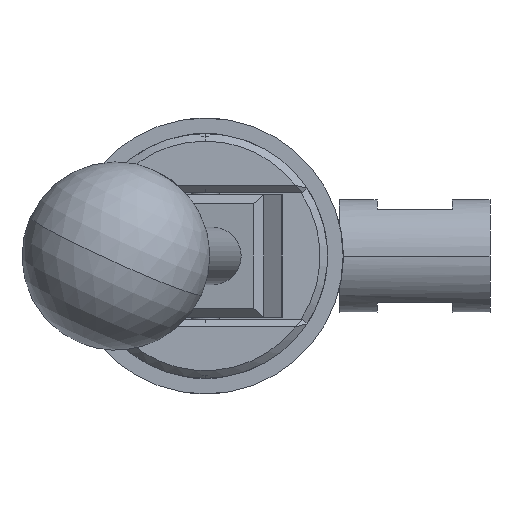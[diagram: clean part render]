
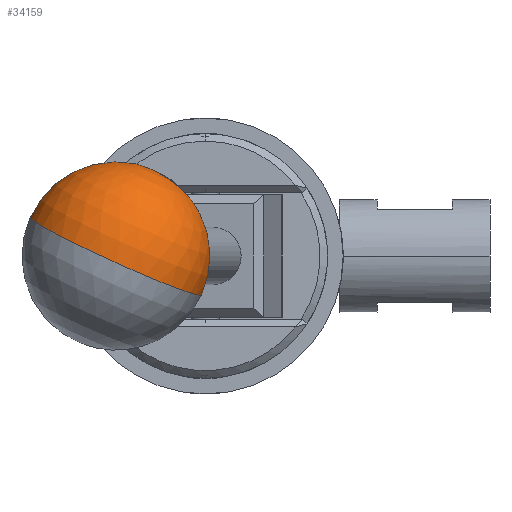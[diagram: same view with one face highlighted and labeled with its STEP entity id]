
A CAD part, front view. The second image highlights one B-rep face of the part: STEP entity #34159.
In plain terms, the highlighted spherical face has radius 15.875 mm.
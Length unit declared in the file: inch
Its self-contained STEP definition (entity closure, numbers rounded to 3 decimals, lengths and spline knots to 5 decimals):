
#1499 = DIRECTION ( 'NONE',  ( -0.412, 0.065, -0.909 ) ) ;
#1674 = DIRECTION ( 'NONE',  ( -0.911, 0., 0.413 ) ) ;
#3326 = CARTESIAN_POINT ( 'NONE',  ( -0.5033, -8.64653, 0. ) ) ;
#3522 = CARTESIAN_POINT ( 'NONE',  ( -0.72774, -8.61098, 0.10425 ) ) ;
#4127 = EDGE_CURVE ( 'NONE', #5049, #18832, #20061, .T. ) ;
#5049 = VERTEX_POINT ( 'NONE', #21531 ) ;
#5898 = EDGE_CURVE ( 'NONE', #18832, #10479, #25989, .T. ) ;
#5949 = CIRCLE ( 'NONE', #32514, 0.625 ) ;
#6996 = EDGE_CURVE ( 'NONE', #5049, #19954, #5949, .T. ) ;
#7204 = ORIENTED_EDGE ( 'NONE', *, *, #4127, .T. ) ;
#8033 = CARTESIAN_POINT ( 'NONE',  ( -0.5033, -8.64653, 0. ) ) ;
#9115 = CARTESIAN_POINT ( 'NONE',  ( -0.59291, -9.2123, 0. ) ) ;
#9145 = EDGE_CURVE ( 'NONE', #10479, #19954, #12596, .T. ) ;
#10479 = VERTEX_POINT ( 'NONE', #24248 ) ;
#11132 = DIRECTION ( 'NONE',  ( -0.156, -0.988, 0. ) ) ;
#11639 = AXIS2_PLACEMENT_3D ( 'NONE', #31143, #12220, #12390 ) ;
#12220 = DIRECTION ( 'NONE',  ( 0.412, -0.065, 0.909 ) ) ;
#12243 = CARTESIAN_POINT ( 'NONE',  ( -0.27887, -8.68207, -0.10425 ) ) ;
#12390 = DIRECTION ( 'NONE',  ( 0.911, 0., -0.413 ) ) ;
#12596 = CIRCLE ( 'NONE', #21033, 0.25 ) ;
#12966 = FACE_OUTER_BOUND ( 'NONE', #18413, .T. ) ;
#13338 = DIRECTION ( 'NONE',  ( -0.156, -0.988, 0. ) ) ;
#13482 = DIRECTION ( 'NONE',  ( -0.412, 0.065, -0.909 ) ) ;
#13596 = DIRECTION ( 'NONE',  ( -0.412, 0.065, -0.909 ) ) ;
#13911 = ORIENTED_EDGE ( 'NONE', *, *, #6996, .F. ) ;
#14957 = ORIENTED_EDGE ( 'NONE', *, *, #9145, .T. ) ;
#18247 = CARTESIAN_POINT ( 'NONE',  ( -0.59291, -9.2123, 0. ) ) ;
#18413 = EDGE_LOOP ( 'NONE', ( #13911, #7204, #30151, #14957 ) ) ;
#18832 = VERTEX_POINT ( 'NONE', #12243 ) ;
#19466 = AXIS2_PLACEMENT_3D ( 'NONE', #18247, #13482, #26760 ) ;
#19954 = VERTEX_POINT ( 'NONE', #3522 ) ;
#20061 = CIRCLE ( 'NONE', #11639, 0.625 ) ;
#21033 = AXIS2_PLACEMENT_3D ( 'NONE', #3326, #11132, #13596 ) ;
#21531 = CARTESIAN_POINT ( 'NONE',  ( -0.69069, -9.8296, 0. ) ) ;
#24248 = CARTESIAN_POINT ( 'NONE',  ( -0.40034, -8.66283, 0.22723 ) ) ;
#24336 = DIRECTION ( 'NONE',  ( -0.412, 0.065, -0.909 ) ) ;
#25989 = CIRCLE ( 'NONE', #32731, 0.25 ) ;
#26760 = DIRECTION ( 'NONE',  ( 0.898, -0.142, -0.417 ) ) ;
#30151 = ORIENTED_EDGE ( 'NONE', *, *, #5898, .T. ) ;
#31143 = CARTESIAN_POINT ( 'NONE',  ( -0.59291, -9.2123, 0. ) ) ;
#32514 = AXIS2_PLACEMENT_3D ( 'NONE', #9115, #1499, #1674 ) ;
#32731 = AXIS2_PLACEMENT_3D ( 'NONE', #8033, #13338, #24336 ) ;
#34159 = ADVANCED_FACE ( 'NONE', ( #12966 ), #34865, .T. ) ;
#34865 = SPHERICAL_SURFACE ( 'NONE', #19466, 0.625 ) ;
